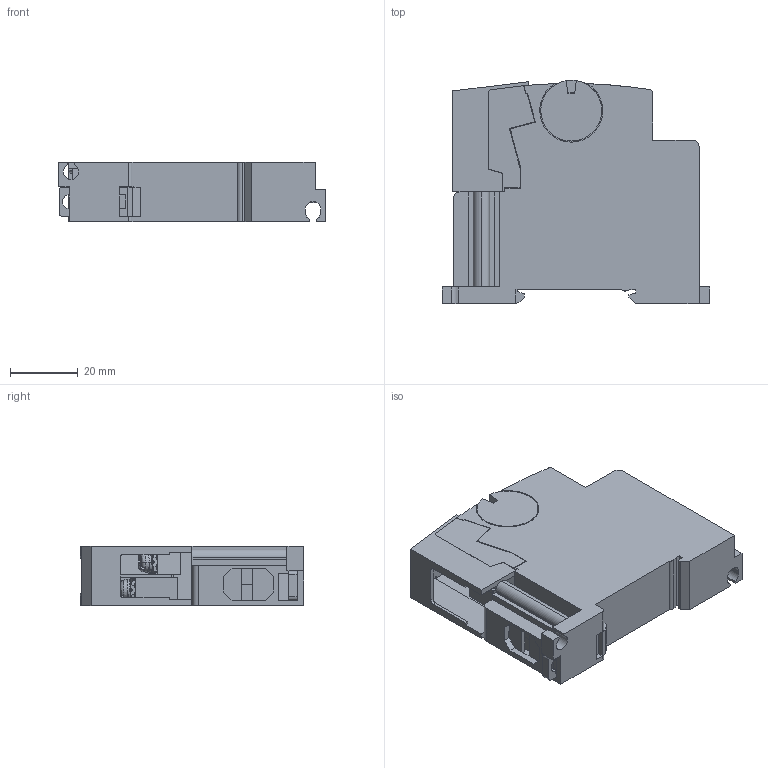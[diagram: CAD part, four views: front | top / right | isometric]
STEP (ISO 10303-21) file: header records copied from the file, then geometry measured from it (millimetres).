
FILE_DESCRIPTION (( 'STEP AP203' ), '1' );
FILE_NAME ('OUTSIDE-NC1V-1111_1121.STEP', '2014-03-27T00:24:22', ( 'IDEC' ), ( '' ), 'SwSTEP 2.0', 'SolidWorks 2012', '' );
FILE_SCHEMA (( 'CONFIG_CONTROL_DESIGN' ));
Products named in the file (5): OUTSIDE-NC1V-1111_1121; OUTSIDE-NC1V-AUX-CV; OUTSIDE_NC1V-CLAW; OUTSIDE_NC1V-HANDLE1; OUTSIDE_NC1V-1111
Assembly tree (4 placements, depth 2):
  OUTSIDE-NC1V-1111_1121
    OUTSIDE_NC1V-1111
    OUTSIDE_NC1V-HANDLE1
    OUTSIDE_NC1V-CLAW
    OUTSIDE-NC1V-AUX-CV
Bounding box: 78.8 x 66 x 17.5 mm (x, y, z)
Volume: 62253.9 mm3; surface area: 24399.8 mm2
Topology: 4 solids, 4 shells, 1084 faces, 3249 edges, 2090 vertices
Faces by surface type: plane 763, cylinder 226, bspline 67, cone 28
Entity records: 38452 total; most frequent: CARTESIAN_POINT 9565, ORIENTED_EDGE 6494, DIRECTION 5267, EDGE_CURVE 3247, LINE 2309, VECTOR 2309, VERTEX_POINT 2090, AXIS2_PLACEMENT_3D 1479
